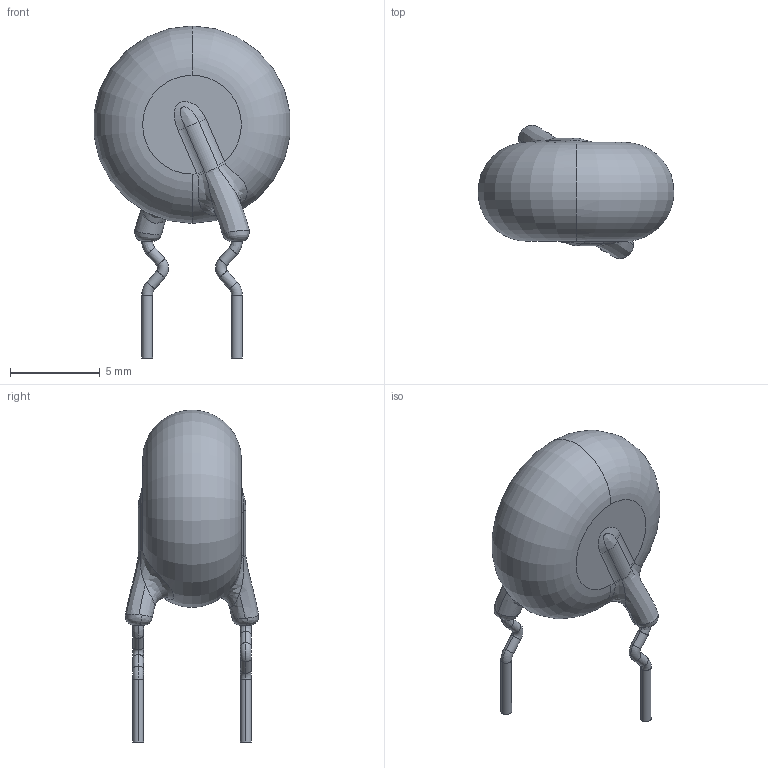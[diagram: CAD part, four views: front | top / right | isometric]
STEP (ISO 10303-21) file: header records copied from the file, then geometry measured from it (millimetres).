
FILE_DESCRIPTION (( 'STEP AP214' ), '1' );
FILE_NAME ('RES-TH_L11.0-W6.0-H17.0-P5.00-D0.7-S6.00.step', '2022-07-28T09:25:16', ( '' ), ( '' ), 'SwSTEP 2.0', 'SolidWorks 2020', '' );
FILE_SCHEMA (( 'AUTOMOTIVE_DESIGN' ));
Length unit declared in the file: millimetre
Products named in the file (1): RES-TH_L11.0-W6.0-H17.0-P5.00-D0.7-S6.00
Bounding box: 10.92 x 7.42 x 18.5 mm (x, y, z)
Volume: 441.5 mm3; surface area: 387.7 mm2
Topology: 14 solids, 14 shells, 287 faces, 745 edges, 486 vertices
Faces by surface type: plane 139, bspline 120, cylinder 18, torus 10
Entity records: 15529 total; most frequent: CARTESIAN_POINT 5995, ORIENTED_EDGE 1490, DIRECTION 893, EDGE_CURVE 745, VERTEX_POINT 486, LINE 437, VECTOR 437, UNCERTAINTY_MEASURE_WITH_UNIT 303
